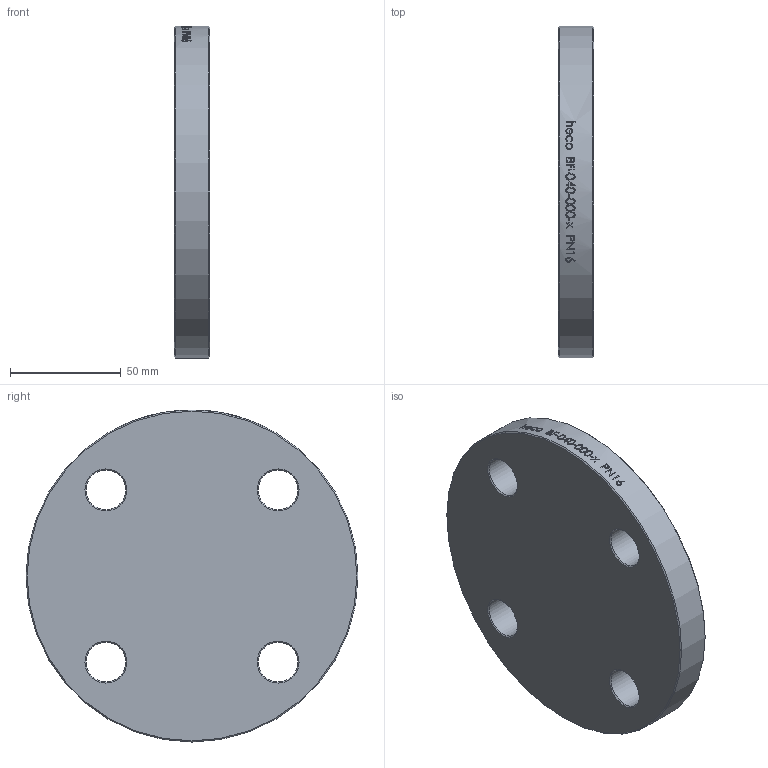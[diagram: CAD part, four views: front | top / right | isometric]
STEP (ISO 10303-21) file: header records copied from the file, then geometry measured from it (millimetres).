
FILE_DESCRIPTION (( 'STEP AP214' ), '1' );
FILE_NAME ('BF-040-000-x Blindflansch PN16 DIN2527 2103.STEP', '2021-03-05T08:56:43', ( '' ), ( '' ), 'SwSTEP 2.0', 'SolidWorks 2019', '' );
FILE_SCHEMA (( 'AUTOMOTIVE_DESIGN' ));
Length unit declared in the file: millimetre
Products named in the file (1): BF-040-000-x Blindflansch PN16 DIN2527 2103
Bounding box: 16 x 150 x 150 mm (x, y, z)
Volume: 266144.1 mm3; surface area: 44054.2 mm2
Topology: 1 solids, 1 shells, 49 faces, 243 edges, 227 vertices
Faces by surface type: cylinder 37, cone 10, plane 2
Full cylindrical faces by diameter (mm): 18 x4, 150 x1
Entity records: 6244 total; most frequent: CARTESIAN_POINT 4175, ORIENTED_EDGE 440, DIRECTION 259, VERTEX_POINT 220, EDGE_CURVE 220, B_SPLINE_CURVE_WITH_KNOTS 124, AXIS2_PLACEMENT_3D 113, EDGE_LOOP 104
